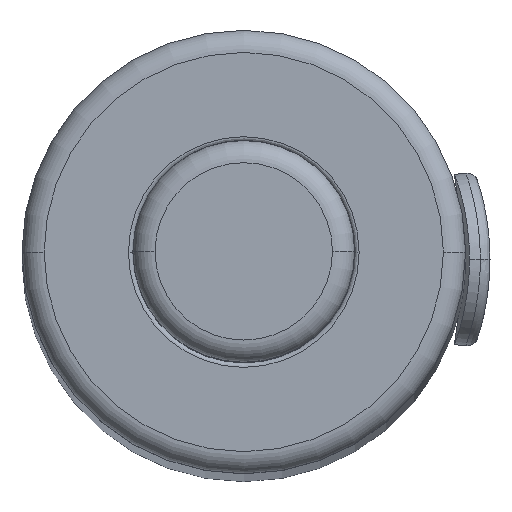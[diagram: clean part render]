
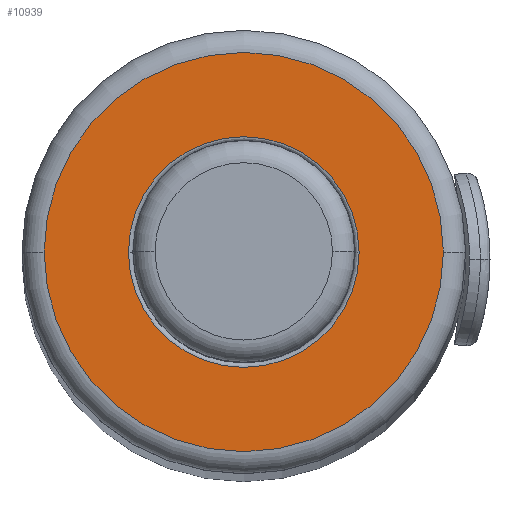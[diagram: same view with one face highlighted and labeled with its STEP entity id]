
A CAD part, top view. The second image highlights one B-rep face of the part: STEP entity #10939.
In plain terms, the highlighted planar face has unit normal (0, 0, 1).
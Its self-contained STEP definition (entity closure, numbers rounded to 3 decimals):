
#10690=CARTESIAN_POINT('',(0.,0.,202.5));
#10691=DIRECTION('',(0.,0.,1.));
#10692=DIRECTION('',(1.,0.,0.));
#10693=AXIS2_PLACEMENT_3D('',#10690,#10691,#10692);
#10695=CARTESIAN_POINT('',(0.,0.,202.5));
#10696=DIRECTION('',(0.,0.,1.));
#10697=DIRECTION('',(-1.,0.,0.));
#10698=AXIS2_PLACEMENT_3D('',#10695,#10696,#10697);
#10700=CARTESIAN_POINT('',(0.,0.,202.5));
#10701=DIRECTION('',(0.,0.,-1.));
#10702=DIRECTION('',(1.,0.,0.));
#10703=AXIS2_PLACEMENT_3D('',#10700,#10701,#10702);
#10705=CARTESIAN_POINT('',(0.,0.,202.5));
#10706=DIRECTION('',(0.,0.,-1.));
#10707=DIRECTION('',(-1.,0.,0.));
#10708=AXIS2_PLACEMENT_3D('',#10705,#10706,#10707);
#10767=CARTESIAN_POINT('',(9.,0.,202.5));
#10769=VERTEX_POINT('',#10767);
#10772=CARTESIAN_POINT('',(-9.,0.,202.5));
#10773=VERTEX_POINT('',#10772);
#10778=CARTESIAN_POINT('',(5.2,0.,202.5));
#10779=CARTESIAN_POINT('',(-5.2,0.,202.5));
#10780=VERTEX_POINT('',#10778);
#10781=VERTEX_POINT('',#10779);
#10924=CARTESIAN_POINT('',(0.,0.,202.5));
#10925=DIRECTION('',(0.,0.,1.));
#10926=DIRECTION('',(1.,0.,0.));
#10927=AXIS2_PLACEMENT_3D('',#10924,#10925,#10926);
#10928=PLANE('',#10927);
#10930=ORIENTED_EDGE('',*,*,#10929,.F.);
#10932=ORIENTED_EDGE('',*,*,#10931,.F.);
#10933=EDGE_LOOP('',(#10930,#10932));
#10934=FACE_OUTER_BOUND('',#10933,.F.);
#10935=ORIENTED_EDGE('',*,*,#10906,.F.);
#10936=ORIENTED_EDGE('',*,*,#10919,.F.);
#10937=EDGE_LOOP('',(#10935,#10936));
#10938=FACE_BOUND('',#10937,.F.);
#10694=CIRCLE('',#10693,9.);
#10699=CIRCLE('',#10698,9.);
#10704=CIRCLE('',#10703,5.2);
#10709=CIRCLE('',#10708,5.2);
#10906=EDGE_CURVE('',#10780,#10781,#10704,.T.);
#10919=EDGE_CURVE('',#10781,#10780,#10709,.T.);
#10929=EDGE_CURVE('',#10769,#10773,#10694,.T.);
#10931=EDGE_CURVE('',#10773,#10769,#10699,.T.);
#10939=ADVANCED_FACE('',(#10934,#10938),#10928,.T.);
